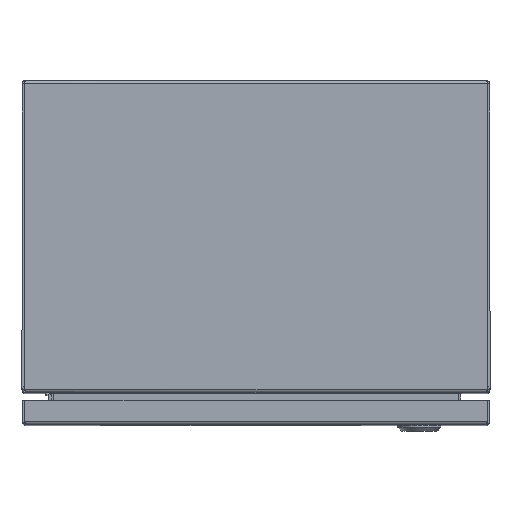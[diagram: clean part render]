
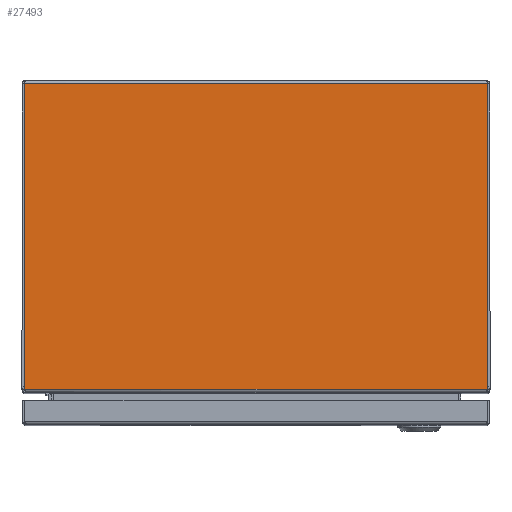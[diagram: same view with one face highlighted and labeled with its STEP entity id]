
A CAD part, top view. The second image highlights one B-rep face of the part: STEP entity #27493.
In plain terms, the highlighted planar face has unit normal (0, 0, 1).
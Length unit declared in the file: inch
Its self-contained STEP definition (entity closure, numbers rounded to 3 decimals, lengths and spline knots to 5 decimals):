
#2548 = DIRECTION ( 'NONE',  ( 0., 0., -1. ) ) ;
#2651 = DIRECTION ( 'NONE',  ( 0., 1., 0. ) ) ;
#3983 = DIRECTION ( 'NONE',  ( 0., 1., 0. ) ) ;
#4091 = CARTESIAN_POINT ( 'NONE',  ( -5.69289, -7.85258, 8. ) ) ;
#7015 = CARTESIAN_POINT ( 'NONE',  ( 5.94289, -7.85258, 8. ) ) ;
#7314 = EDGE_CURVE ( 'NONE', #13890, #20491, #20704, .T. ) ;
#7601 = CARTESIAN_POINT ( 'NONE',  ( -5.94289, -0.057, 8. ) ) ;
#8645 = VERTEX_POINT ( 'NONE', #24572 ) ;
#8667 = VERTEX_POINT ( 'NONE', #7015 ) ;
#9576 = ORIENTED_EDGE ( 'NONE', *, *, #13137, .F. ) ;
#9635 = CARTESIAN_POINT ( 'NONE',  ( 5.69289, -7.85258, 8. ) ) ;
#10050 = CARTESIAN_POINT ( 'NONE',  ( 5.94289, -0.086, 8. ) ) ;
#11351 = DIRECTION ( 'NONE',  ( 0., 1., 0. ) ) ;
#11499 = EDGE_CURVE ( 'NONE', #20491, #8645, #22696, .T. ) ;
#12048 = LINE ( 'NONE', #19114, #21352 ) ;
#12465 = VERTEX_POINT ( 'NONE', #10050 ) ;
#13137 = EDGE_CURVE ( 'NONE', #8667, #27318, #17318, .T. ) ;
#13890 = VERTEX_POINT ( 'NONE', #14630 ) ;
#14388 = ORIENTED_EDGE ( 'NONE', *, *, #7314, .F. ) ;
#14501 = DIRECTION ( 'NONE',  ( 0., -1., 0. ) ) ;
#14630 = CARTESIAN_POINT ( 'NONE',  ( -5.93523, -7.914, 8. ) ) ;
#15163 = EDGE_CURVE ( 'NONE', #8645, #12465, #22192, .T. ) ;
#16273 = DIRECTION ( 'NONE',  ( 0., 0., -1. ) ) ;
#16485 = CARTESIAN_POINT ( 'NONE',  ( 41.4415, -0.057, 8. ) ) ;
#17318 = CIRCLE ( 'NONE', #24123, 0.25 ) ;
#18075 = ORIENTED_EDGE ( 'NONE', *, *, #27369, .F. ) ;
#18278 = ORIENTED_EDGE ( 'NONE', *, *, #18603, .F. ) ;
#18603 = EDGE_CURVE ( 'NONE', #27318, #13890, #22283, .T. ) ;
#18965 = FACE_OUTER_BOUND ( 'NONE', #27405, .T. ) ;
#19114 = CARTESIAN_POINT ( 'NONE',  ( 5.94289, -0.057, 8. ) ) ;
#20491 = VERTEX_POINT ( 'NONE', #22022 ) ;
#20704 = CIRCLE ( 'NONE', #31176, 0.25 ) ;
#20850 = AXIS2_PLACEMENT_3D ( 'NONE', #16485, #26504, #3983 ) ;
#21255 = ORIENTED_EDGE ( 'NONE', *, *, #11499, .F. ) ;
#21352 = VECTOR ( 'NONE', #14501, 39.37008 ) ;
#21854 = DIRECTION ( 'NONE',  ( 1., 0., 0. ) ) ;
#22022 = CARTESIAN_POINT ( 'NONE',  ( -5.94289, -7.85258, 8. ) ) ;
#22192 = LINE ( 'NONE', #24319, #24224 ) ;
#22283 = LINE ( 'NONE', #32306, #26692 ) ;
#22427 = DIRECTION ( 'NONE',  ( 0., 1., 0. ) ) ;
#22696 = LINE ( 'NONE', #7601, #30352 ) ;
#24123 = AXIS2_PLACEMENT_3D ( 'NONE', #9635, #2548, #22427 ) ;
#24224 = VECTOR ( 'NONE', #21854, 39.37008 ) ;
#24319 = CARTESIAN_POINT ( 'NONE',  ( -5.914, -0.086, 8. ) ) ;
#24572 = CARTESIAN_POINT ( 'NONE',  ( -5.94289, -0.086, 8. ) ) ;
#24914 = DIRECTION ( 'NONE',  ( -1., 0., 0. ) ) ;
#25702 = CARTESIAN_POINT ( 'NONE',  ( 5.93523, -7.914, 8. ) ) ;
#26504 = DIRECTION ( 'NONE',  ( 0., 0., -1. ) ) ;
#26692 = VECTOR ( 'NONE', #24914, 39.37008 ) ;
#27318 = VERTEX_POINT ( 'NONE', #25702 ) ;
#27369 = EDGE_CURVE ( 'NONE', #12465, #8667, #12048, .T. ) ;
#27405 = EDGE_LOOP ( 'NONE', ( #14388, #18278, #9576, #18075, #28498, #21255 ) ) ;
#27493 = ADVANCED_FACE ( 'NONE', ( #18965 ), #28977, .F. ) ;
#28498 = ORIENTED_EDGE ( 'NONE', *, *, #15163, .F. ) ;
#28977 = PLANE ( 'NONE',  #20850 ) ;
#30352 = VECTOR ( 'NONE', #2651, 39.37008 ) ;
#31176 = AXIS2_PLACEMENT_3D ( 'NONE', #4091, #16273, #11351 ) ;
#32306 = CARTESIAN_POINT ( 'NONE',  ( 41.4415, -7.914, 8. ) ) ;
